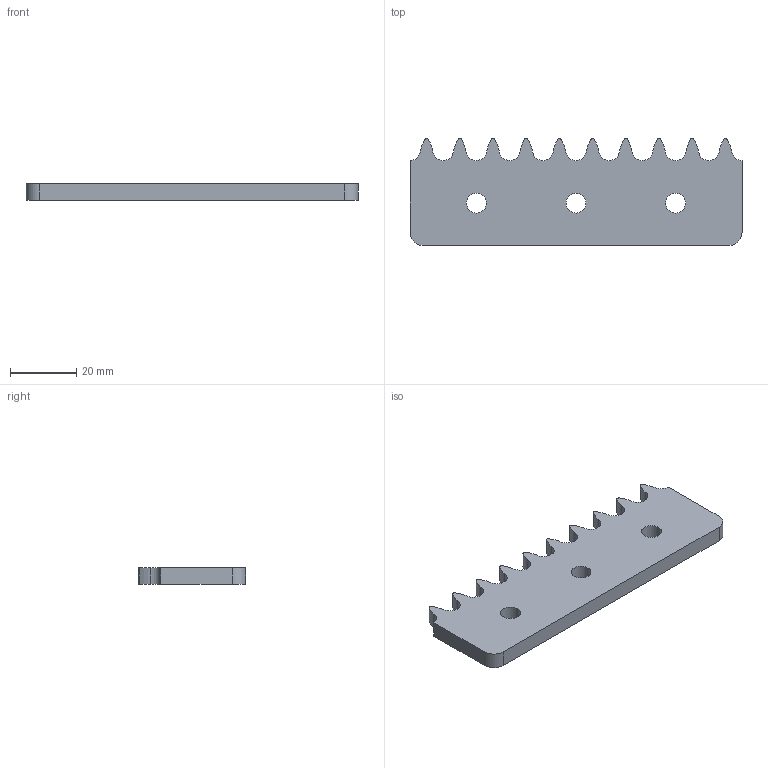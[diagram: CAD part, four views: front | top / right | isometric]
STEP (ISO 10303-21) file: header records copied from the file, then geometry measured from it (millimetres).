
FILE_DESCRIPTION(/* description */ (''),/* implementation_level */ '2;1');
FILE_NAME(/* name */ 'rack_piece v1.step',/* time_stamp */ '2018-07-19T13:49:50+02:00',/* author */ ('jaknil'),/* organization */ (''),/* preprocessor_version */ 'ST-DEVELOPER v17',/* originating_system */ 'Autodesk Translation Framework v7.1.0.215',/* authorisation */ '');
FILE_SCHEMA (('AUTOMOTIVE_DESIGN { 1 0 10303 214 3 1 1 }'));
Length unit declared in the file: millimetre
Products named in the file (1): rack_piece
Bounding box: 100 x 32.29 x 5 mm (x, y, z)
Volume: 13562.1 mm3; surface area: 7355.6 mm2
Topology: 1 solids, 1 shells, 51 faces, 147 edges, 98 vertices
Faces by surface type: bspline 30, cylinder 16, plane 5
Full cylindrical faces by diameter (mm): 6 x3
Entity records: 2878 total; most frequent: CARTESIAN_POINT 1707, ORIENTED_EDGE 294, EDGE_CURVE 147, DIRECTION 143, VERTEX_POINT 98, B_SPLINE_CURVE_WITH_KNOTS 80, EDGE_LOOP 57, AXIS2_PLACEMENT_3D 54
